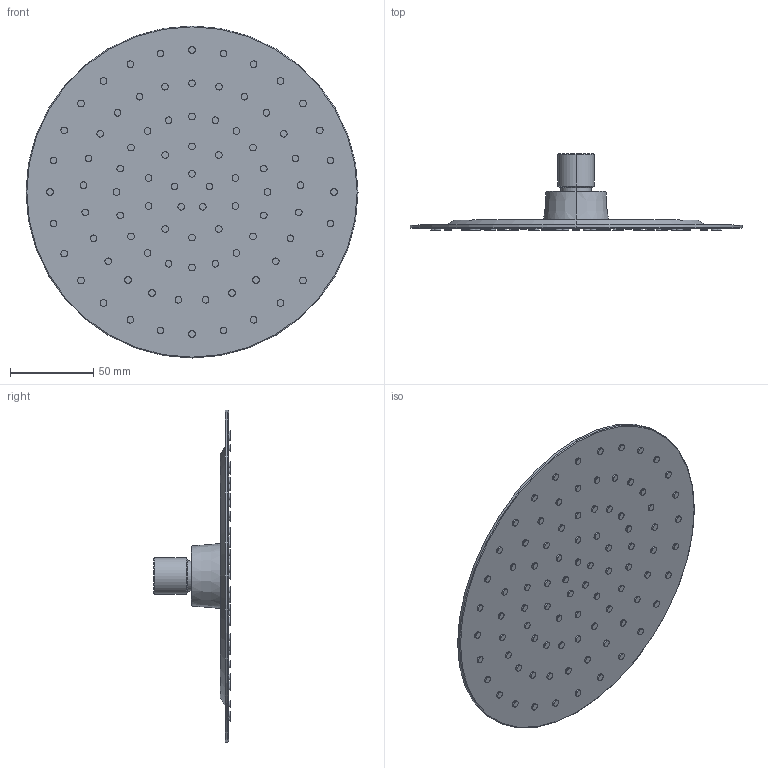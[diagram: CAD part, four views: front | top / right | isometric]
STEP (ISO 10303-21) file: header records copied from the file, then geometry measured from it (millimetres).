
FILE_DESCRIPTION (( 'STEP AP214' ), '1' );
FILE_NAME ('BLK.0029.STEP', '2022-11-29T12:29:54', ( 'Solid' ), ( '' ), 'SwSTEP 2.0', 'SolidWorks 2019', '' );
FILE_SCHEMA (( 'AUTOMOTIVE_DESIGN' ));
Length unit declared in the file: millimetre
Products named in the file (1): BLK.0029
Bounding box: 200 x 46 x 200 mm (x, y, z)
Volume: 142389.2 mm3; surface area: 69673.8 mm2
Topology: 1 solids, 1 shells, 293 faces, 584 edges, 384 vertices
Faces by surface type: cylinder 184, plane 93, cone 8, torus 8
Entity records: 10874 total; most frequent: DIRECTION 1564, CARTESIAN_POINT 1262, ORIENTED_EDGE 1168, AXIS2_PLACEMENT_3D 686, EDGE_CURVE 584, CIRCLE 392, EDGE_LOOP 384, VERTEX_POINT 384
